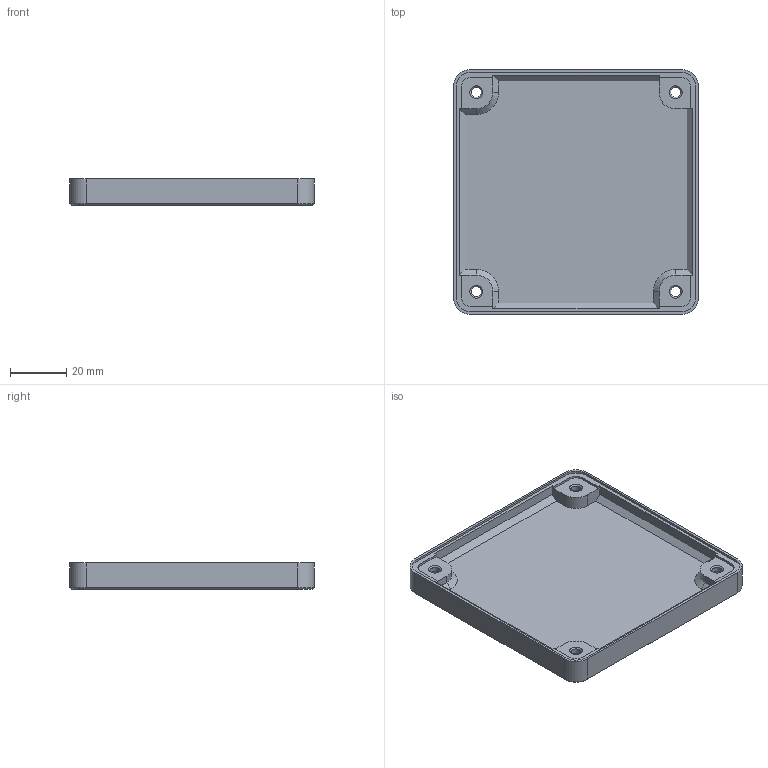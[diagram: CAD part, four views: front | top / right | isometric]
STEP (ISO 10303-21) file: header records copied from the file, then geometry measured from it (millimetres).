
FILE_DESCRIPTION(/* description */ (''),/* implementation_level */ '2;1');
FILE_NAME(/* name */ 'Kitsune Plus Plus bottom - clover tag - ams logo.step',/* time_stamp */ '2025-12-23T18:00:36Z',/* author */ (''),/* organization */ (''),/* preprocessor_version */ 'ST-DEVELOPER v20.1',/* originating_system */ 'Autodesk Translation Framework v14.21.0.0',/* authorisation */ '');
FILE_SCHEMA (('AUTOMOTIVE_DESIGN { 1 0 10303 214 3 1 1 }'));
Products named in the file (1): Kitsune Plus Plus bottom
Bounding box: 87.28 x 87.28 x 9.4 mm (x, y, z)
Volume: 28809.5 mm3; surface area: 21522.2 mm2
Topology: 1 solids, 1 shells, 1355 faces, 3700 edges, 2448 vertices
Faces by surface type: plane 689, bspline 619, cylinder 28, cone 19
Full cylindrical faces by diameter (mm): 3.6 x4, 4.5 x4, 5.2 x4
Entity records: 47641 total; most frequent: CARTESIAN_POINT 17679, ORIENTED_EDGE 7400, DIRECTION 4011, EDGE_CURVE 3700, VERTEX_POINT 2448, LINE 2387, VECTOR 2387, EDGE_LOOP 1464
